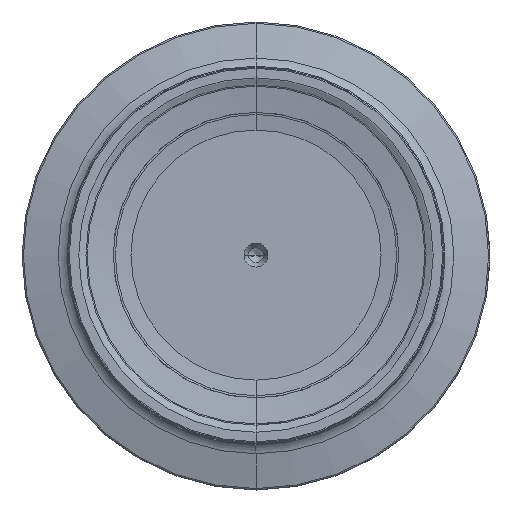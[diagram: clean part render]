
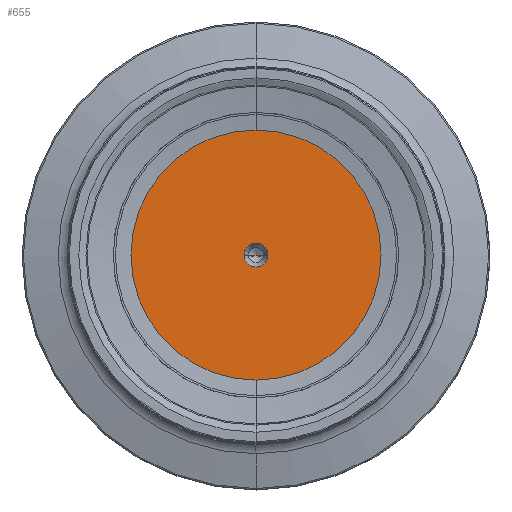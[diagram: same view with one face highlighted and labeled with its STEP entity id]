
A CAD part, top view. The second image highlights one B-rep face of the part: STEP entity #655.
In plain terms, the highlighted planar face has unit normal (0, 0, 1).
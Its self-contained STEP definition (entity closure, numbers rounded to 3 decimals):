
#123=CARTESIAN_POINT('',(0.,0.,92.1));
#124=DIRECTION('',(0.,0.,1.));
#125=DIRECTION('',(0.,1.,0.));
#126=AXIS2_PLACEMENT_3D('',#123,#124,#125);
#128=CARTESIAN_POINT('',(0.,0.,92.1));
#129=DIRECTION('',(0.,0.,-1.));
#130=DIRECTION('',(0.,1.,0.));
#131=AXIS2_PLACEMENT_3D('',#128,#129,#130);
#133=CARTESIAN_POINT('',(0.,0.,92.1));
#134=DIRECTION('',(0.,0.,1.));
#135=DIRECTION('',(-1.,0.,0.));
#136=AXIS2_PLACEMENT_3D('',#133,#134,#135);
#138=CARTESIAN_POINT('',(0.,0.,92.1));
#139=DIRECTION('',(0.,0.,1.));
#140=DIRECTION('',(1.,0.,0.));
#141=AXIS2_PLACEMENT_3D('',#138,#139,#140);
#383=CARTESIAN_POINT('',(0.,20.85,92.1));
#385=VERTEX_POINT('',#383);
#387=CARTESIAN_POINT('',(0.,-20.85,92.1));
#389=VERTEX_POINT('',#387);
#400=CARTESIAN_POINT('',(-2.,0.,92.1));
#401=CARTESIAN_POINT('',(2.,0.,92.1));
#402=VERTEX_POINT('',#400);
#403=VERTEX_POINT('',#401);
#640=CARTESIAN_POINT('',(0.,0.,92.1));
#641=DIRECTION('',(0.,0.,-1.));
#642=DIRECTION('',(0.,-1.,0.));
#643=AXIS2_PLACEMENT_3D('',#640,#641,#642);
#644=PLANE('',#643);
#645=ORIENTED_EDGE('',*,*,#619,.F.);
#646=ORIENTED_EDGE('',*,*,#635,.T.);
#647=EDGE_LOOP('',(#645,#646));
#648=FACE_OUTER_BOUND('',#647,.F.);
#650=ORIENTED_EDGE('',*,*,#649,.T.);
#652=ORIENTED_EDGE('',*,*,#651,.T.);
#653=EDGE_LOOP('',(#650,#652));
#654=FACE_BOUND('',#653,.F.);
#655=ADVANCED_FACE('',(#648,#654),#644,.F.);
#127=CIRCLE('',#126,20.85);
#132=CIRCLE('',#131,20.85);
#137=CIRCLE('',#136,2.);
#142=CIRCLE('',#141,2.);
#619=EDGE_CURVE('',#385,#389,#127,.T.);
#635=EDGE_CURVE('',#385,#389,#132,.T.);
#649=EDGE_CURVE('',#402,#403,#137,.T.);
#651=EDGE_CURVE('',#403,#402,#142,.T.);
